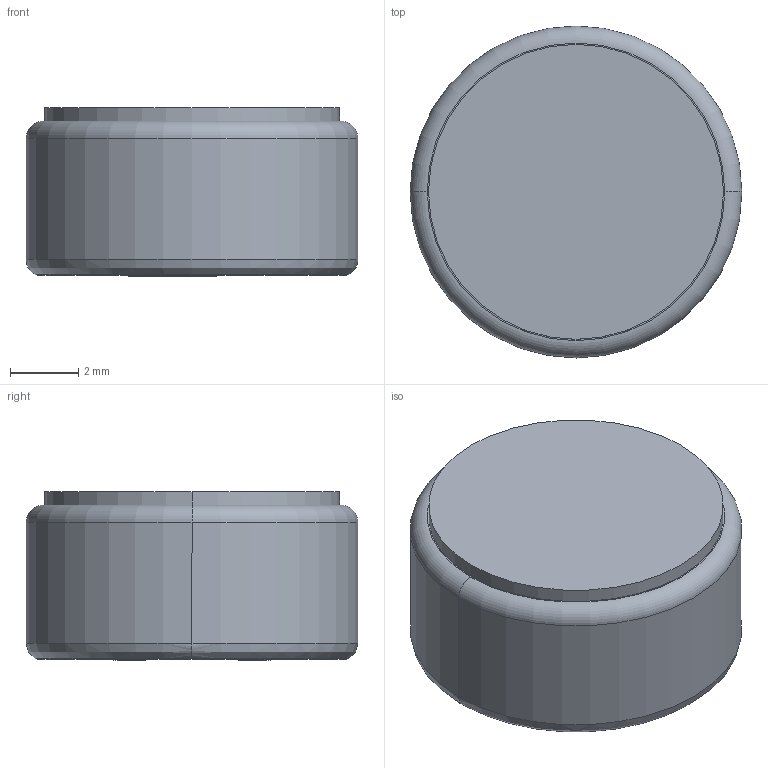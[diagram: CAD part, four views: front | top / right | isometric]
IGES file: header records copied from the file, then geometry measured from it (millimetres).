
Global section: file name: No Iges File Name specified; native system: Autodesk Inventor 2011; preprocessor: AutoDesk Inventor Iges Exporter R2011; author: Dunn; date: 20120110.143730; units: millimetre
Bounding box: 9.7 x 9.7 x 4.94 mm (x, y, z)
Volume: 212.2 mm3; surface area: 456.4 mm2
Topology: 1 solids, 2 shells, 131 faces, 301 edges, 174 vertices
Faces by surface type: bspline 60, plane 28, revolution 25, cylinder 12, torus 4, sphere 2
